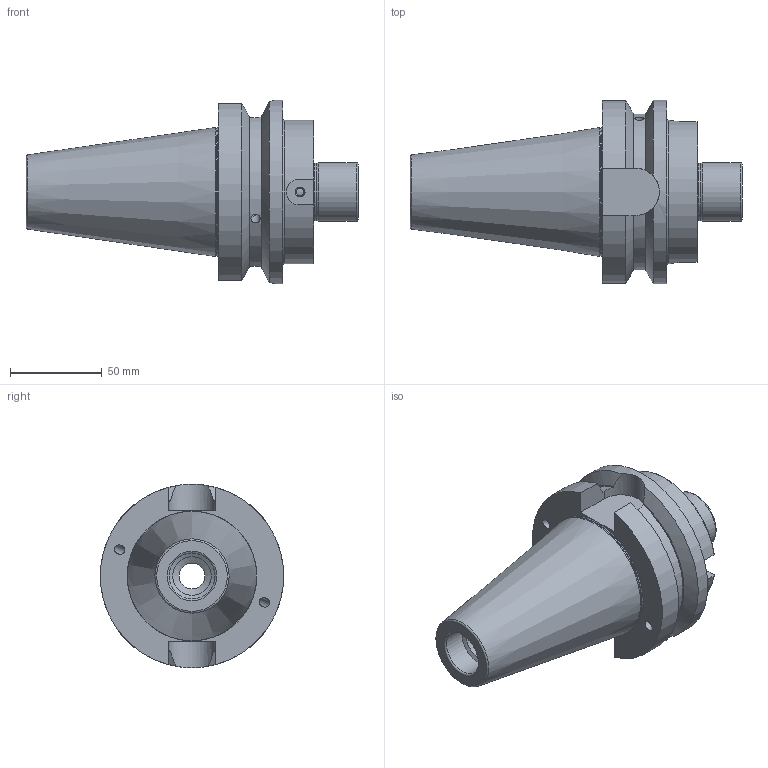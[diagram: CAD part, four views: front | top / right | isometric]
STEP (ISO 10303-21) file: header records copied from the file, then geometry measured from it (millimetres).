
FILE_DESCRIPTION(/* description */ (''),/* implementation_level */ '2;1');
FILE_NAME(/* name */ '7550051-04.stp',/* time_stamp */ '2022-10-13T09:11:17+02:00',/* author */ ('SCHUESSLER'),/* organization */ (''),/* preprocessor_version */ 'ST-DEVELOPER v17.2',/* originating_system */ 'Autodesk Inventor 2019',/* authorisation */ '');
FILE_SCHEMA (('AUTOMOTIVE_DESIGN { 1 0 10303 214 3 1 1 }'));
Length unit declared in the file: millimetre
Products named in the file (1): 7550051-04
Bounding box: 180.8 x 100 x 100 mm (x, y, z)
Volume: 530042.5 mm3; surface area: 66134.2 mm2
Topology: 1 solids, 1 shells, 83 faces, 273 edges, 191 vertices
Faces by surface type: cylinder 27, cone 21, plane 21, torus 14
Full cylindrical faces by diameter (mm): 4 x4, 4.134 x2, 5 x4, 14 x1, 17 x1, 21 x1, 25 x1, 31.4 x1, 32 x1, 69.65 x1, 78 x1, 100 x1
Entity records: 3453 total; most frequent: CARTESIAN_POINT 954, ORIENTED_EDGE 534, DIRECTION 530, EDGE_CURVE 267, AXIS2_PLACEMENT_3D 223, VERTEX_POINT 191, CIRCLE 131, EDGE_LOOP 98
